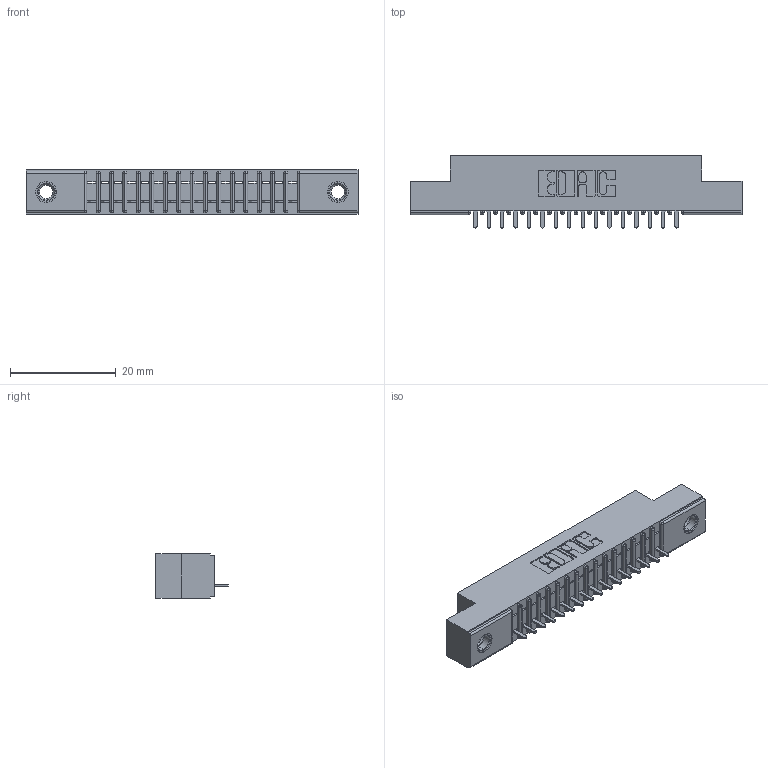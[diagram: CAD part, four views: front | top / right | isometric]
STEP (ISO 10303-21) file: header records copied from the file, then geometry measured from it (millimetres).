
FILE_DESCRIPTION (( 'STEP AP203' ), '1' );
FILE_NAME ('391-016-524-107.STEP', '2018-08-08T17:45:45', ( '' ), ( '' ), 'SwSTEP 2.0', 'SolidWorks 2016', '' );
FILE_SCHEMA (( 'CONFIG_CONTROL_DESIGN' ));
Length unit declared in the file: inch
Products named in the file (4): 341 Part_.156 (3.96) Dia Mounting Holes; 341-292-001_341-292-124; 345-250-001_345-250-005-103; 391-016-524-107
Assembly tree (19 placements, depth 2):
  391-016-524-107
    341 Part_.156 (3.96) Dia Mounting Holes
    341-292-001_341-292-124  x16
    345-250-001_345-250-005-103  x2
Bounding box: 62.87 x 13.64 x 8.38 mm (x, y, z)
Volume: 3465.8 mm3; surface area: 6096.6 mm2
Topology: 19 solids, 19 shells, 1488 faces, 4244 edges, 2722 vertices
Faces by surface type: plane 916, cylinder 492, sphere 34, torus 34, cone 12
Entity records: 23500 total; most frequent: CARTESIAN_POINT 3959, ORIENTED_EDGE 3940, DIRECTION 3854, EDGE_CURVE 1970, VECTOR 1560, LINE 1560, VERTEX_POINT 1252, AXIS2_PLACEMENT_3D 1147
